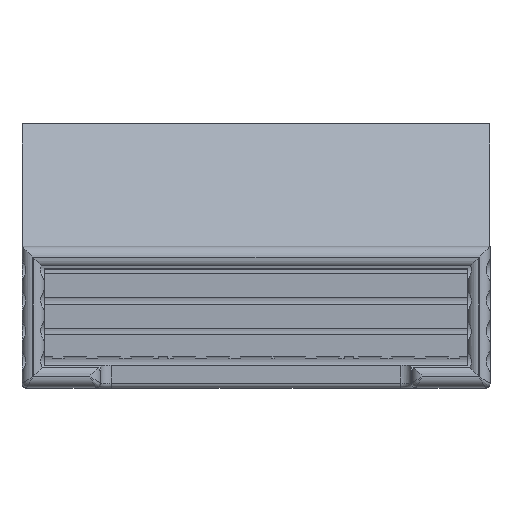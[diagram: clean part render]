
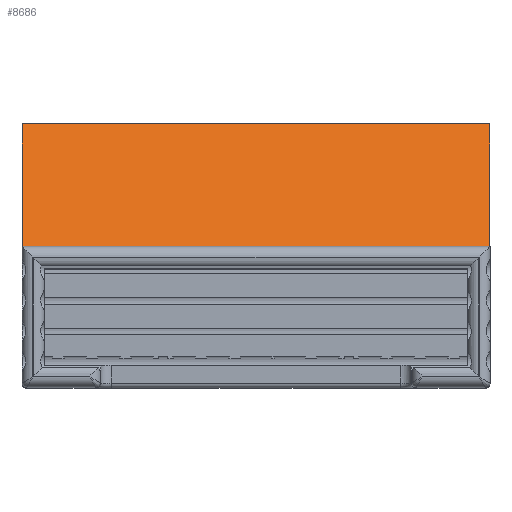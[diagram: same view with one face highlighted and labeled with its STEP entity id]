
A CAD part, top view. The second image highlights one B-rep face of the part: STEP entity #8686.
In plain terms, the highlighted planar face has unit normal (0, 0.713, 0.702).
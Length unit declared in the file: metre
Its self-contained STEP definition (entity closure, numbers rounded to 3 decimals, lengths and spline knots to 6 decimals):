
#1173=ORIENTED_EDGE('',*,*,#3894,.T.);
#1174=ORIENTED_EDGE('',*,*,#3893,.F.);
#1175=ORIENTED_EDGE('',*,*,#3895,.F.);
#1176=ORIENTED_EDGE('',*,*,#3878,.T.);
#3878=EDGE_CURVE('',#5241,#5240,#6170,.T.);
#3893=EDGE_CURVE('',#5252,#5251,#6185,.T.);
#3894=EDGE_CURVE('',#5240,#5251,#6186,.T.);
#3895=EDGE_CURVE('',#5241,#5252,#6187,.T.);
#5240=VERTEX_POINT('',#12694);
#5241=VERTEX_POINT('',#12696);
#5251=VERTEX_POINT('',#12723);
#5252=VERTEX_POINT('',#12725);
#6170=LINE('',#12695,#6667);
#6185=LINE('',#12726,#6682);
#6186=LINE('',#12728,#6683);
#6187=LINE('',#12729,#6684);
#6667=VECTOR('',#10166,1.);
#6682=VECTOR('',#10189,1.);
#6683=VECTOR('',#10192,1.);
#6684=VECTOR('',#10193,1.);
#7168=EDGE_LOOP('',(#1173,#1174,#1175,#1176));
#7844=FACE_BOUND('',#7168,.T.);
#8520=PLANE('',#9151);
#8686=ADVANCED_FACE('',(#7844),#8520,.F.);
#9151=AXIS2_PLACEMENT_3D('',#12727,#10190,#10191);
#10166=DIRECTION('',(-1.,0.,0.));
#10189=DIRECTION('',(-1.,0.,0.));
#10190=DIRECTION('',(0.,-0.713,-0.702));
#10191=DIRECTION('',(0.,0.702,-0.713));
#10192=DIRECTION('',(0.,-0.702,0.713));
#10193=DIRECTION('',(0.,-0.702,0.713));
#12694=CARTESIAN_POINT('',(-0.053,0.027851,-0.031));
#12695=CARTESIAN_POINT('',(0.053,0.027851,-0.031));
#12696=CARTESIAN_POINT('',(0.053,0.027851,-0.031));
#12723=CARTESIAN_POINT('',(-0.053,0.,-0.002715));
#12725=CARTESIAN_POINT('',(0.053,0.,-0.002715));
#12726=CARTESIAN_POINT('',(0.053,0.,-0.002715));
#12727=CARTESIAN_POINT('',(0.053,0.013926,-0.016858));
#12728=CARTESIAN_POINT('',(-0.053,0.013926,-0.016858));
#12729=CARTESIAN_POINT('',(0.053,0.013926,-0.016858));
